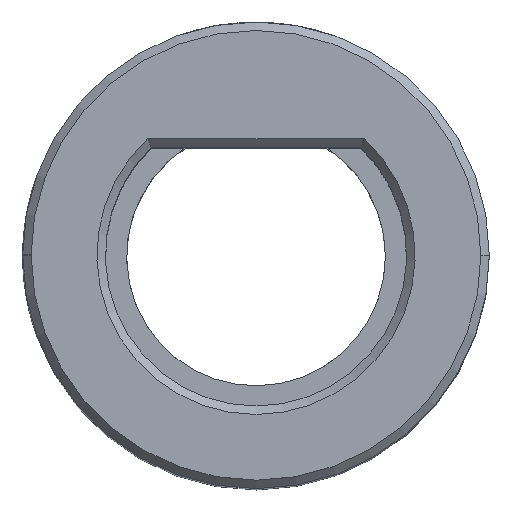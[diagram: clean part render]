
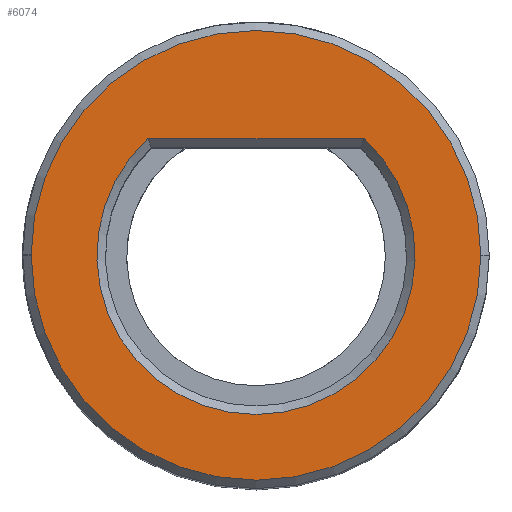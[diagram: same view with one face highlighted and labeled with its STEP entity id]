
A CAD part, top view. The second image highlights one B-rep face of the part: STEP entity #6074.
In plain terms, the highlighted planar face has unit normal (0, 0, 1).
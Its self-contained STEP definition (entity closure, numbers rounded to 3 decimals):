
#73 = CONICAL_SURFACE('',#74,5.5,0.785);
#74 = AXIS2_PLACEMENT_3D('',#75,#76,#77);
#75 = CARTESIAN_POINT('',(0.,0.,17.8));
#76 = DIRECTION('',(0.,0.,-1.));
#77 = DIRECTION('',(-1.,-0.002,0.));
#2313 = CONICAL_SURFACE('',#2314,5.5,0.785);
#2314 = AXIS2_PLACEMENT_3D('',#2315,#2316,#2317);
#2315 = CARTESIAN_POINT('',(0.,0.,17.8));
#2316 = DIRECTION('',(0.,0.,-1.));
#2317 = DIRECTION('',(1.,0.,0.));
#3471 = VERTEX_POINT('',#3472);
#3472 = CARTESIAN_POINT('',(-5.3,-0.01,18.));
#3485 = PLANE('',#3486);
#3486 = AXIS2_PLACEMENT_3D('',#3487,#3488,#3489);
#3487 = CARTESIAN_POINT('',(-5.4,0.01,17.9));
#3488 = DIRECTION('',(0.707,0.,
    -0.707));
#3489 = DIRECTION('',(0.,1.,0.));
#3498 = VERTEX_POINT('',#3499);
#3499 = CARTESIAN_POINT('',(5.3,0.,18.));
#3518 = EDGE_CURVE('',#3471,#3498,#3519,.T.);
#3519 = SURFACE_CURVE('',#3520,(#3525,#3532),.PCURVE_S1.);
#3520 = CIRCLE('',#3521,5.3);
#3521 = AXIS2_PLACEMENT_3D('',#3522,#3523,#3524);
#3522 = CARTESIAN_POINT('',(0.,0.,18.));
#3523 = DIRECTION('',(0.,0.,1.));
#3524 = DIRECTION('',(-1.,-0.002,0.));
#3525 = PCURVE('',#73,#3526);
#3526 = DEFINITIONAL_REPRESENTATION('',(#3527),#3531);
#3527 = LINE('',#3528,#3529);
#3528 = CARTESIAN_POINT('',(0.,-0.2));
#3529 = VECTOR('',#3530,1.);
#3530 = DIRECTION('',(-1.,0.));
#3531 = ( GEOMETRIC_REPRESENTATION_CONTEXT(2) 
PARAMETRIC_REPRESENTATION_CONTEXT() REPRESENTATION_CONTEXT('2D SPACE',''
  ) );
#3532 = PCURVE('',#3533,#3538);
#3533 = PLANE('',#3534);
#3534 = AXIS2_PLACEMENT_3D('',#3535,#3536,#3537);
#3535 = CARTESIAN_POINT('',(0.,0.,18.));
#3536 = DIRECTION('',(0.,0.,1.));
#3537 = DIRECTION('',(1.,0.,0.));
#3538 = DEFINITIONAL_REPRESENTATION('',(#3539),#3543);
#3539 = CIRCLE('',#3540,5.3);
#3540 = AXIS2_PLACEMENT_2D('',#3541,#3542);
#3541 = CARTESIAN_POINT('',(0.,0.));
#3542 = DIRECTION('',(-1.,-0.002));
#3543 = ( GEOMETRIC_REPRESENTATION_CONTEXT(2) 
PARAMETRIC_REPRESENTATION_CONTEXT() REPRESENTATION_CONTEXT('2D SPACE',''
  ) );
#4665 = VERTEX_POINT('',#4666);
#4666 = CARTESIAN_POINT('',(-5.3,0.01,18.));
#4685 = EDGE_CURVE('',#3498,#4665,#4686,.T.);
#4686 = SURFACE_CURVE('',#4687,(#4692,#4699),.PCURVE_S1.);
#4687 = CIRCLE('',#4688,5.3);
#4688 = AXIS2_PLACEMENT_3D('',#4689,#4690,#4691);
#4689 = CARTESIAN_POINT('',(0.,0.,18.));
#4690 = DIRECTION('',(0.,0.,1.));
#4691 = DIRECTION('',(1.,0.,0.));
#4692 = PCURVE('',#2313,#4693);
#4693 = DEFINITIONAL_REPRESENTATION('',(#4694),#4698);
#4694 = LINE('',#4695,#4696);
#4695 = CARTESIAN_POINT('',(0.,-0.2));
#4696 = VECTOR('',#4697,1.);
#4697 = DIRECTION('',(-1.,0.));
#4698 = ( GEOMETRIC_REPRESENTATION_CONTEXT(2) 
PARAMETRIC_REPRESENTATION_CONTEXT() REPRESENTATION_CONTEXT('2D SPACE',''
  ) );
#4699 = PCURVE('',#3533,#4700);
#4700 = DEFINITIONAL_REPRESENTATION('',(#4701),#4705);
#4701 = CIRCLE('',#4702,5.3);
#4702 = AXIS2_PLACEMENT_2D('',#4703,#4704);
#4703 = CARTESIAN_POINT('',(0.,0.));
#4704 = DIRECTION('',(1.,0.));
#4705 = ( GEOMETRIC_REPRESENTATION_CONTEXT(2) 
PARAMETRIC_REPRESENTATION_CONTEXT() REPRESENTATION_CONTEXT('2D SPACE',''
  ) );
#6054 = EDGE_CURVE('',#4665,#3471,#6055,.T.);
#6055 = SURFACE_CURVE('',#6056,(#6060,#6067),.PCURVE_S1.);
#6056 = LINE('',#6057,#6058);
#6057 = CARTESIAN_POINT('',(-5.3,0.01,18.));
#6058 = VECTOR('',#6059,1.);
#6059 = DIRECTION('',(0.,-1.,0.));
#6060 = PCURVE('',#3485,#6061);
#6061 = DEFINITIONAL_REPRESENTATION('',(#6062),#6066);
#6062 = LINE('',#6063,#6064);
#6063 = CARTESIAN_POINT('',(0.,0.141));
#6064 = VECTOR('',#6065,1.);
#6065 = DIRECTION('',(-1.,0.));
#6066 = ( GEOMETRIC_REPRESENTATION_CONTEXT(2) 
PARAMETRIC_REPRESENTATION_CONTEXT() REPRESENTATION_CONTEXT('2D SPACE',''
  ) );
#6067 = PCURVE('',#3533,#6068);
#6068 = DEFINITIONAL_REPRESENTATION('',(#6069),#6073);
#6069 = LINE('',#6070,#6071);
#6070 = CARTESIAN_POINT('',(-5.3,0.01));
#6071 = VECTOR('',#6072,1.);
#6072 = DIRECTION('',(0.,-1.));
#6073 = ( GEOMETRIC_REPRESENTATION_CONTEXT(2) 
PARAMETRIC_REPRESENTATION_CONTEXT() REPRESENTATION_CONTEXT('2D SPACE',''
  ) );
#6074 = ADVANCED_FACE('',(#6075,#6134),#3533,.T.);
#6075 = FACE_BOUND('',#6076,.T.);
#6076 = EDGE_LOOP('',(#6077,#6108));
#6077 = ORIENTED_EDGE('',*,*,#6078,.F.);
#6078 = EDGE_CURVE('',#6079,#6081,#6083,.T.);
#6079 = VERTEX_POINT('',#6080);
#6080 = CARTESIAN_POINT('',(-2.55,2.75,18.));
#6081 = VERTEX_POINT('',#6082);
#6082 = CARTESIAN_POINT('',(2.55,2.75,18.));
#6083 = SURFACE_CURVE('',#6084,(#6089,#6096),.PCURVE_S1.);
#6084 = CIRCLE('',#6085,3.75);
#6085 = AXIS2_PLACEMENT_3D('',#6086,#6087,#6088);
#6086 = CARTESIAN_POINT('',(0.,0.,18.));
#6087 = DIRECTION('',(0.,0.,1.));
#6088 = DIRECTION('',(-0.696,0.718,0.));
#6089 = PCURVE('',#3533,#6090);
#6090 = DEFINITIONAL_REPRESENTATION('',(#6091),#6095);
#6091 = CIRCLE('',#6092,3.75);
#6092 = AXIS2_PLACEMENT_2D('',#6093,#6094);
#6093 = CARTESIAN_POINT('',(0.,0.));
#6094 = DIRECTION('',(-0.696,0.718));
#6095 = ( GEOMETRIC_REPRESENTATION_CONTEXT(2) 
PARAMETRIC_REPRESENTATION_CONTEXT() REPRESENTATION_CONTEXT('2D SPACE',''
  ) );
#6096 = PCURVE('',#6097,#6102);
#6097 = CONICAL_SURFACE('',#6098,3.55,0.785);
#6098 = AXIS2_PLACEMENT_3D('',#6099,#6100,#6101);
#6099 = CARTESIAN_POINT('',(0.,0.,17.8));
#6100 = DIRECTION('',(0.,0.,1.));
#6101 = DIRECTION('',(-0.696,0.718,0.));
#6102 = DEFINITIONAL_REPRESENTATION('',(#6103),#6107);
#6103 = LINE('',#6104,#6105);
#6104 = CARTESIAN_POINT('',(0.,0.2));
#6105 = VECTOR('',#6106,1.);
#6106 = DIRECTION('',(1.,0.));
#6107 = ( GEOMETRIC_REPRESENTATION_CONTEXT(2) 
PARAMETRIC_REPRESENTATION_CONTEXT() REPRESENTATION_CONTEXT('2D SPACE',''
  ) );
#6108 = ORIENTED_EDGE('',*,*,#6109,.T.);
#6109 = EDGE_CURVE('',#6079,#6081,#6110,.T.);
#6110 = SURFACE_CURVE('',#6111,(#6115,#6122),.PCURVE_S1.);
#6111 = LINE('',#6112,#6113);
#6112 = CARTESIAN_POINT('',(-2.47,2.75,18.));
#6113 = VECTOR('',#6114,1.);
#6114 = DIRECTION('',(1.,0.,0.));
#6115 = PCURVE('',#3533,#6116);
#6116 = DEFINITIONAL_REPRESENTATION('',(#6117),#6121);
#6117 = LINE('',#6118,#6119);
#6118 = CARTESIAN_POINT('',(-2.47,2.75));
#6119 = VECTOR('',#6120,1.);
#6120 = DIRECTION('',(1.,0.));
#6121 = ( GEOMETRIC_REPRESENTATION_CONTEXT(2) 
PARAMETRIC_REPRESENTATION_CONTEXT() REPRESENTATION_CONTEXT('2D SPACE',''
  ) );
#6122 = PCURVE('',#6123,#6128);
#6123 = PLANE('',#6124);
#6124 = AXIS2_PLACEMENT_3D('',#6125,#6126,#6127);
#6125 = CARTESIAN_POINT('',(-2.47,2.65,17.9));
#6126 = DIRECTION('',(0.,-0.707,0.707));
#6127 = DIRECTION('',(-1.,0.,0.));
#6128 = DEFINITIONAL_REPRESENTATION('',(#6129),#6133);
#6129 = LINE('',#6130,#6131);
#6130 = CARTESIAN_POINT('',(0.,-0.141));
#6131 = VECTOR('',#6132,1.);
#6132 = DIRECTION('',(-1.,0.));
#6133 = ( GEOMETRIC_REPRESENTATION_CONTEXT(2) 
PARAMETRIC_REPRESENTATION_CONTEXT() REPRESENTATION_CONTEXT('2D SPACE',''
  ) );
#6134 = FACE_BOUND('',#6135,.T.);
#6135 = EDGE_LOOP('',(#6136,#6137,#6138));
#6136 = ORIENTED_EDGE('',*,*,#4685,.T.);
#6137 = ORIENTED_EDGE('',*,*,#6054,.T.);
#6138 = ORIENTED_EDGE('',*,*,#3518,.T.);
